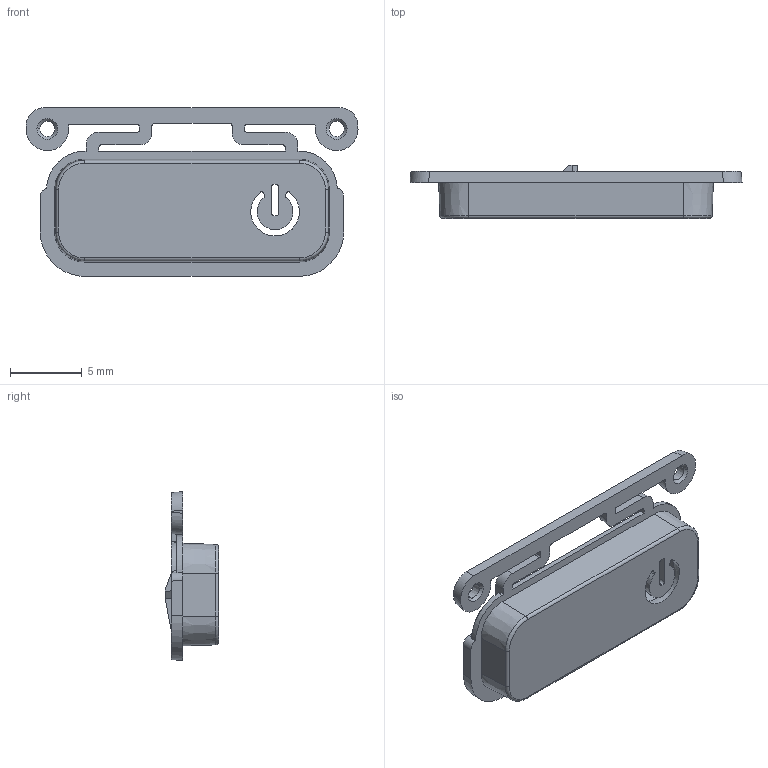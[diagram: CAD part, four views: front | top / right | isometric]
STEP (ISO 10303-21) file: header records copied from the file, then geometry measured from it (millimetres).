
FILE_DESCRIPTION (( 'STEP AP214' ), '1' );
FILE_NAME ('power.STEP', '2014-09-30T00:43:08', ( '' ), ( '' ), 'SwSTEP 2.0', 'SolidWorks 2014', '' );
FILE_SCHEMA (( 'AUTOMOTIVE_DESIGN' ));
Length unit declared in the file: millimetre
Products named in the file (1): power
Bounding box: 23.17 x 3.7 x 11.77 mm (x, y, z)
Volume: 298.9 mm3; surface area: 784.5 mm2
Topology: 1 solids, 1 shells, 147 faces, 417 edges, 275 vertices
Faces by surface type: plane 78, cylinder 42, cone 23, torus 4
Entity records: 6549 total; most frequent: CARTESIAN_POINT 1359, ORIENTED_EDGE 826, DIRECTION 659, EDGE_CURVE 413, VERTEX_POINT 274, VECTOR 247, LINE 247, AXIS2_PLACEMENT_3D 206
